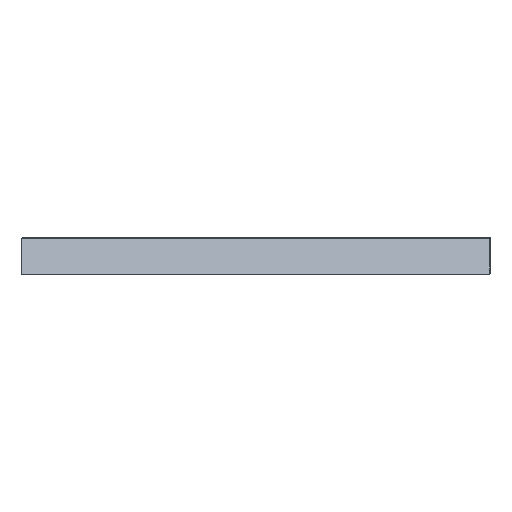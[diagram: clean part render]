
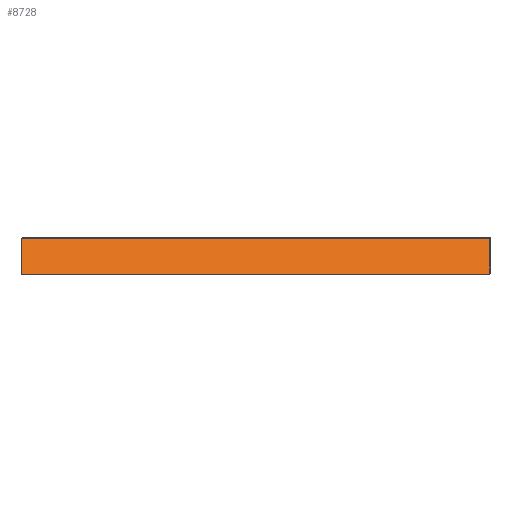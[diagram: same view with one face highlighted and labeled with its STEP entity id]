
A CAD part, left-side view. The second image highlights one B-rep face of the part: STEP entity #8728.
In plain terms, the highlighted planar face has unit normal (-0.707, 0, 0.707).
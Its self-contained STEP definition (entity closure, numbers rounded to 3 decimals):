
#594=FACE_OUTER_BOUND('',#1062,.T.);
#1062=EDGE_LOOP('',(#5961,#5962,#5963,#5964));
#1600=LINE('',#11725,#2602);
#1608=LINE('',#11740,#2610);
#1609=LINE('',#11742,#2611);
#1610=LINE('',#11743,#2612);
#2602=VECTOR('',#9613,10.);
#2610=VECTOR('',#9625,10.);
#2611=VECTOR('',#9628,10.);
#2612=VECTOR('',#9629,10.);
#3595=VERTEX_POINT('',#11721);
#3597=VERTEX_POINT('',#11724);
#3601=VERTEX_POINT('',#11736);
#3602=VERTEX_POINT('',#11738);
#4516=EDGE_CURVE('',#3595,#3597,#1600,.T.);
#4524=EDGE_CURVE('',#3601,#3602,#1608,.T.);
#4525=EDGE_CURVE('',#3595,#3601,#1609,.T.);
#4526=EDGE_CURVE('',#3597,#3602,#1610,.T.);
#5961=ORIENTED_EDGE('',*,*,#4525,.T.);
#5962=ORIENTED_EDGE('',*,*,#4524,.T.);
#5963=ORIENTED_EDGE('',*,*,#4526,.F.);
#5964=ORIENTED_EDGE('',*,*,#4516,.F.);
#8410=PLANE('',#9205);
#8728=ADVANCED_FACE('',(#594),#8410,.T.);
#9205=AXIS2_PLACEMENT_3D('',#11741,#9626,#9627);
#9613=DIRECTION('',(0.,1.,0.));
#9625=DIRECTION('',(0.,1.,0.));
#9626=DIRECTION('center_axis',(-0.707,0.,0.707));
#9627=DIRECTION('ref_axis',(0.707,0.,0.707));
#9628=DIRECTION('',(0.707,0.,0.707));
#9629=DIRECTION('',(0.707,0.,0.707));
#11721=CARTESIAN_POINT('',(0.,0.,0.));
#11724=CARTESIAN_POINT('',(0.,25.,0.));
#11725=CARTESIAN_POINT('',(0.,0.,0.));
#11736=CARTESIAN_POINT('',(1.896,0.,1.896));
#11738=CARTESIAN_POINT('',(1.896,25.,1.896));
#11740=CARTESIAN_POINT('',(1.896,0.,1.896));
#11741=CARTESIAN_POINT('Origin',(0.,0.,0.));
#11742=CARTESIAN_POINT('',(0.,0.,0.));
#11743=CARTESIAN_POINT('',(0.,25.,0.));
